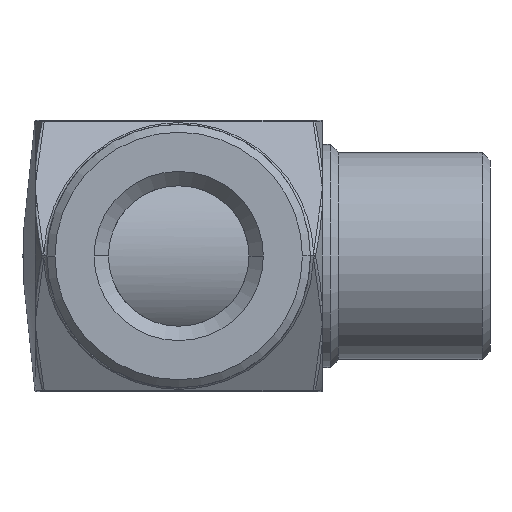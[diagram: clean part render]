
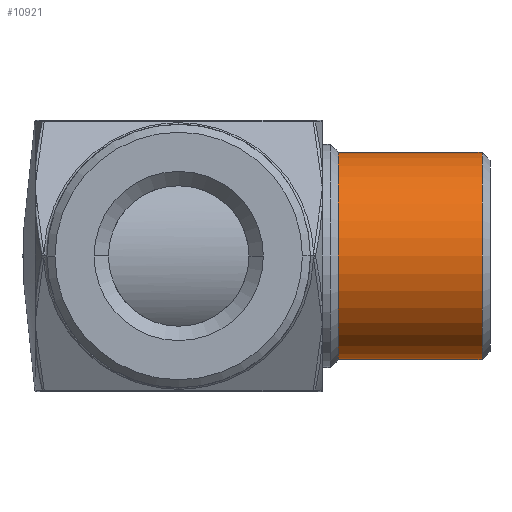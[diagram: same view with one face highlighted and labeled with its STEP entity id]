
A CAD part, front view. The second image highlights one B-rep face of the part: STEP entity #10921.
In plain terms, the highlighted cylindrical face has radius 6.5 mm (diameter 13 mm), a partial arc.
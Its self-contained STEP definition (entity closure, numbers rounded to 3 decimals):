
#259 = DIRECTION ( 'NONE',  ( 0., 0., -1. ) ) ;
#260 = CARTESIAN_POINT ( 'NONE',  ( 3.75, 0., 0. ) ) ;
#261 = DIRECTION ( 'NONE',  ( -1., 0., 0. ) ) ;
#2881 = CARTESIAN_POINT ( 'NONE',  ( 10., 0., 0. ) ) ;
#2882 = DIRECTION ( 'NONE',  ( -1., 0., 0. ) ) ;
#2883 = DIRECTION ( 'NONE',  ( 0., 0., -1. ) ) ;
#2920 = CARTESIAN_POINT ( 'NONE',  ( 19., 0., 0. ) ) ;
#2921 = DIRECTION ( 'NONE',  ( -1., 0., 0. ) ) ;
#2922 = DIRECTION ( 'NONE',  ( 0., 0., -1. ) ) ;
#2923 = CARTESIAN_POINT ( 'NONE',  ( 3.75, 0., -6.5 ) ) ;
#2941 = CARTESIAN_POINT ( 'NONE',  ( 3.75, 0., 6.5 ) ) ;
#2942 = DIRECTION ( 'NONE',  ( -1., 0., 0. ) ) ;
#2946 = DIRECTION ( 'NONE',  ( -1., 0., 0. ) ) ;
#3296 = CIRCLE ( 'NONE', #7903, 6.5 ) ;
#3307 = CIRCLE ( 'NONE', #7904, 6.5 ) ;
#3315 = LINE ( 'NONE', #2923, #3321 ) ;
#3316 = LINE ( 'NONE', #2941, #3317 ) ;
#3317 = VECTOR ( 'NONE', #2942, 1000. ) ;
#3321 = VECTOR ( 'NONE', #2946, 1000. ) ;
#5460 = CYLINDRICAL_SURFACE ( 'NONE', #13258, 6.5 ) ;
#5464 = FACE_OUTER_BOUND ( 'NONE', #12169, .T. ) ;
#7903 = AXIS2_PLACEMENT_3D ( 'NONE', #2881, #2882, #2883 ) ;
#7904 = AXIS2_PLACEMENT_3D ( 'NONE', #2920, #2921, #2922 ) ;
#10921 = ADVANCED_FACE ( 'NONE', ( #5464 ), #5460, .T. ) ;
#12169 = EDGE_LOOP ( 'NONE', ( #16048, #16049, #16050, #16051 ) ) ;
#13258 = AXIS2_PLACEMENT_3D ( 'NONE', #260, #261, #259 ) ;
#16048 = ORIENTED_EDGE ( 'NONE', *, *, #21234, .T. ) ;
#16049 = ORIENTED_EDGE ( 'NONE', *, *, #21236, .T. ) ;
#16050 = ORIENTED_EDGE ( 'NONE', *, *, #21228, .F. ) ;
#16051 = ORIENTED_EDGE ( 'NONE', *, *, #21238, .F. ) ;
#19314 = VERTEX_POINT ( 'NONE', #22088 ) ;
#19317 = VERTEX_POINT ( 'NONE', #22091 ) ;
#19320 = VERTEX_POINT ( 'NONE', #22094 ) ;
#19334 = VERTEX_POINT ( 'NONE', #22108 ) ;
#21228 = EDGE_CURVE ( 'NONE', #19320, #19317, #3296, .T. ) ;
#21234 = EDGE_CURVE ( 'NONE', #19314, #19334, #3307, .T. ) ;
#21236 = EDGE_CURVE ( 'NONE', #19334, #19317, #3316, .T. ) ;
#21238 = EDGE_CURVE ( 'NONE', #19314, #19320, #3315, .T. ) ;
#22088 = CARTESIAN_POINT ( 'NONE',  ( 19., 0., -6.5 ) ) ;
#22091 = CARTESIAN_POINT ( 'NONE',  ( 10., 0., 6.5 ) ) ;
#22094 = CARTESIAN_POINT ( 'NONE',  ( 10., 0., -6.5 ) ) ;
#22108 = CARTESIAN_POINT ( 'NONE',  ( 19., 0., 6.5 ) ) ;
